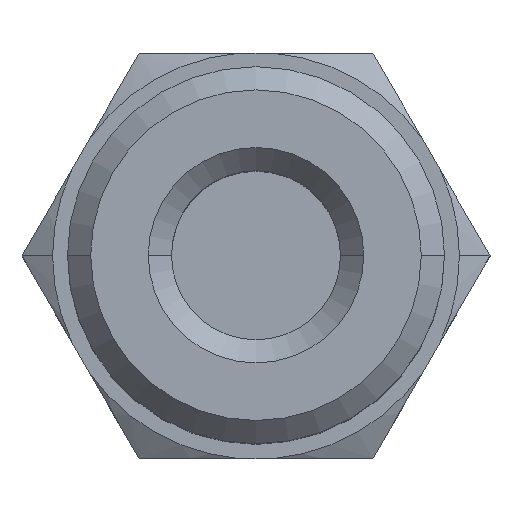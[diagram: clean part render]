
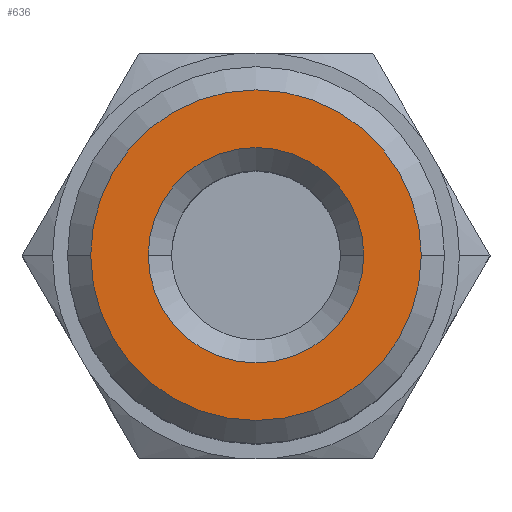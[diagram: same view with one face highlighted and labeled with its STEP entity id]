
A CAD part, top view. The second image highlights one B-rep face of the part: STEP entity #636.
In plain terms, the highlighted planar face has unit normal (0, 0, 1).
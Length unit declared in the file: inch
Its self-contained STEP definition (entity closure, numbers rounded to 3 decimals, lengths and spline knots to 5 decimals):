
#492=CARTESIAN_POINT('',(-0.116,0.,0.9756));
#493=VERTEX_POINT('',#492);
#501=CARTESIAN_POINT('',(0.116,0.,0.9756));
#502=VERTEX_POINT('',#501);
#509=CARTESIAN_POINT('',(0.0,0.0,0.9756));
#510=DIRECTION('',(0.0,0.0,1.0));
#511=DIRECTION('',(-1.0,0.0,0.0));
#512=AXIS2_PLACEMENT_3D('',#509,#510,#511);
#513=CIRCLE('',#512,0.116);
#514=EDGE_CURVE('',#502,#493,#513,.T.);
#566=CARTESIAN_POINT('',(-0.178,0.,0.9756));
#567=VERTEX_POINT('',#566);
#581=CARTESIAN_POINT('',(0.178,0.,0.9756));
#582=VERTEX_POINT('',#581);
#589=CARTESIAN_POINT('',(0.0,0.0,0.9756));
#590=DIRECTION('',(0.0,0.0,-1.0));
#591=DIRECTION('',(-1.0,0.0,0.0));
#592=AXIS2_PLACEMENT_3D('',#589,#590,#591);
#593=CIRCLE('',#592,0.178);
#594=EDGE_CURVE('',#582,#567,#593,.T.);
#605=CARTESIAN_POINT('',(0.0,0.0,0.9756));
#606=DIRECTION('',(0.0,0.0,-1.0));
#607=DIRECTION('',(-1.0,0.0,0.0));
#608=AXIS2_PLACEMENT_3D('',#605,#606,#607);
#609=CIRCLE('',#608,0.178);
#610=EDGE_CURVE('',#567,#582,#609,.T.);
#617=CARTESIAN_POINT('',(0.0,0.0,0.9756));
#618=DIRECTION('',(0.0,0.0,1.0));
#619=DIRECTION('',(1.0,0.0,0.0));
#620=AXIS2_PLACEMENT_3D('',#617,#618,#619);
#621=PLANE('',#620);
#622=ORIENTED_EDGE('',*,*,#594,.F.);
#623=ORIENTED_EDGE('',*,*,#610,.F.);
#624=EDGE_LOOP('',(#622,#623));
#625=FACE_OUTER_BOUND('',#624,.T.);
#626=ORIENTED_EDGE('',*,*,#514,.F.);
#627=CARTESIAN_POINT('',(0.0,0.0,0.9756));
#628=DIRECTION('',(0.0,0.0,1.0));
#629=DIRECTION('',(-1.0,0.0,0.0));
#630=AXIS2_PLACEMENT_3D('',#627,#628,#629);
#631=CIRCLE('',#630,0.116);
#632=EDGE_CURVE('',#493,#502,#631,.T.);
#633=ORIENTED_EDGE('',*,*,#632,.F.);
#634=EDGE_LOOP('',(#626,#633));
#635=FACE_BOUND('',#634,.T.);
#636=ADVANCED_FACE('',(#625,#635),#621,.T.);
